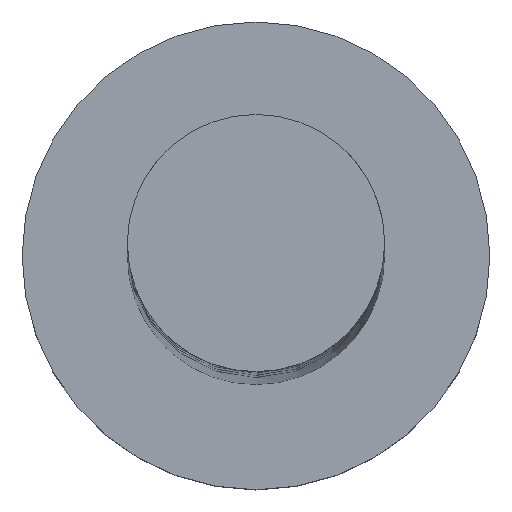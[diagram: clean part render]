
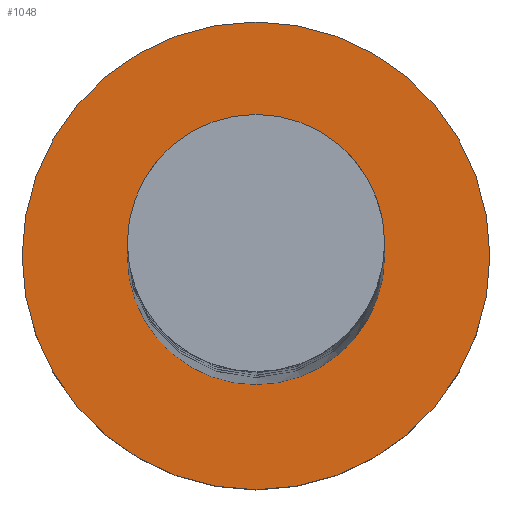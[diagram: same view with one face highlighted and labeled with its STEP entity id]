
A CAD part, top view. The second image highlights one B-rep face of the part: STEP entity #1048.
In plain terms, the highlighted planar face has unit normal (0, 0, 1).
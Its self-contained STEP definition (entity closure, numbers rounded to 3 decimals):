
#46 = CARTESIAN_POINT ( 'NONE',  ( -2.75, 0., 3. ) ) ;
#80 = EDGE_CURVE ( 'NONE', #995, #331, #789, .T. ) ;
#104 = AXIS2_PLACEMENT_3D ( 'NONE', #200, #698, #339 ) ;
#181 = CARTESIAN_POINT ( 'NONE',  ( 0., 0., 3. ) ) ;
#192 = EDGE_LOOP ( 'NONE', ( #1243, #837 ) ) ;
#200 = CARTESIAN_POINT ( 'NONE',  ( 0., 0., 3. ) ) ;
#234 = CARTESIAN_POINT ( 'NONE',  ( 0., 0., 3. ) ) ;
#236 = AXIS2_PLACEMENT_3D ( 'NONE', #234, #1153, #1145 ) ;
#295 = CARTESIAN_POINT ( 'NONE',  ( 2.75, 0., 3. ) ) ;
#319 = DIRECTION ( 'NONE',  ( 1., 0., 0. ) ) ;
#331 = VERTEX_POINT ( 'NONE', #295 ) ;
#339 = DIRECTION ( 'NONE',  ( 1., 0., 0. ) ) ;
#426 = DIRECTION ( 'NONE',  ( 0., 0., 1. ) ) ;
#698 = DIRECTION ( 'NONE',  ( 0., 0., 1. ) ) ;
#753 = FACE_OUTER_BOUND ( 'NONE', #1113, .T. ) ;
#758 = EDGE_CURVE ( 'NONE', #331, #995, #1661, .T. ) ;
#781 = EDGE_CURVE ( 'NONE', #1123, #1232, #1132, .T. ) ;
#789 = CIRCLE ( 'NONE', #236, 2.75 ) ;
#801 = FACE_BOUND ( 'NONE', #192, .T. ) ;
#837 = ORIENTED_EDGE ( 'NONE', *, *, #758, .F. ) ;
#876 = AXIS2_PLACEMENT_3D ( 'NONE', #1202, #426, #943 ) ;
#943 = DIRECTION ( 'NONE',  ( 1., 0., 0. ) ) ;
#968 = DIRECTION ( 'NONE',  ( 0., 0., 1. ) ) ;
#995 = VERTEX_POINT ( 'NONE', #46 ) ;
#1002 = CARTESIAN_POINT ( 'NONE',  ( 0., 0., 3. ) ) ;
#1017 = DIRECTION ( 'NONE',  ( 0., 0., 1. ) ) ;
#1043 = CARTESIAN_POINT ( 'NONE',  ( 5., 0., 3. ) ) ;
#1048 = ADVANCED_FACE ( 'NONE', ( #801, #753 ), #1155, .T. ) ;
#1096 = ORIENTED_EDGE ( 'NONE', *, *, #1377, .T. ) ;
#1113 = EDGE_LOOP ( 'NONE', ( #1096, #1313 ) ) ;
#1123 = VERTEX_POINT ( 'NONE', #1043 ) ;
#1132 = CIRCLE ( 'NONE', #104, 5. ) ;
#1145 = DIRECTION ( 'NONE',  ( 1., 0., 0. ) ) ;
#1153 = DIRECTION ( 'NONE',  ( 0., 0., 1. ) ) ;
#1155 = PLANE ( 'NONE',  #1559 ) ;
#1202 = CARTESIAN_POINT ( 'NONE',  ( 0., 0., 3. ) ) ;
#1232 = VERTEX_POINT ( 'NONE', #1333 ) ;
#1243 = ORIENTED_EDGE ( 'NONE', *, *, #80, .F. ) ;
#1309 = AXIS2_PLACEMENT_3D ( 'NONE', #181, #968, #319 ) ;
#1313 = ORIENTED_EDGE ( 'NONE', *, *, #781, .T. ) ;
#1333 = CARTESIAN_POINT ( 'NONE',  ( -5., 0., 3. ) ) ;
#1377 = EDGE_CURVE ( 'NONE', #1232, #1123, #1508, .T. ) ;
#1508 = CIRCLE ( 'NONE', #876, 5. ) ;
#1526 = DIRECTION ( 'NONE',  ( 1., 0., 0. ) ) ;
#1559 = AXIS2_PLACEMENT_3D ( 'NONE', #1002, #1017, #1526 ) ;
#1661 = CIRCLE ( 'NONE', #1309, 2.75 ) ;
